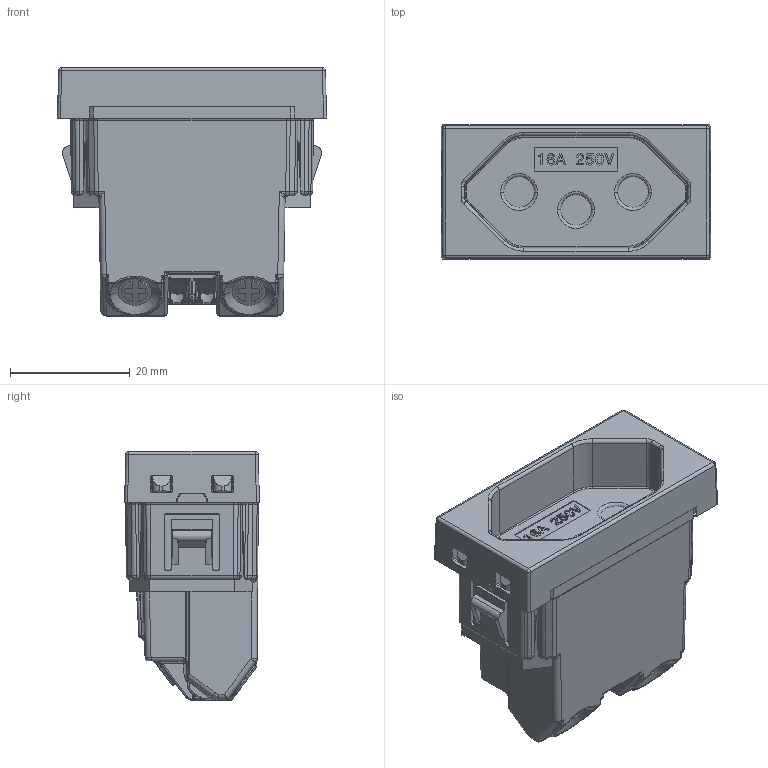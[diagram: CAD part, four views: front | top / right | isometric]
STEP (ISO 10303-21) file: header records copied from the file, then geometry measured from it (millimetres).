
FILE_DESCRIPTION(('CATIA V5 STEP Exchange','CAx-IF Rec.Pracs.--- Model Styling and Organization---1.5--- 2016-08-15','CAx-IF Rec.Pracs.---Supplemental Geometry---1.0---2011-11-01','CAx-IF Rec.Pracs.--- Composite Materials ---1.1---2010-07-15'),'2;1');
FILE_NAME('572136.stp','2022-09-20T08:01:03+00:00',('none'),('none'),'CATIA Version 5-6 Release 2020 SP3','CATIA V5 STEP AP214 v2','none');
FILE_SCHEMA(('AUTOMOTIVE_DESIGN { 1 0 10303 214 1 1 1 1 }'));
Products named in the file (1): 572136
Bounding box: 45 x 22.53 x 41.58 mm (x, y, z)
Volume: 23859.1 mm3; surface area: 13384.5 mm2
Topology: 8 solids, 8 shells, 3228 faces, 8750 edges, 5509 vertices
Faces by surface type: plane 1862, bspline 608, cylinder 567, sphere 63, cone 62, torus 58, revolution 6, extrusion 2
Entity records: 126062 total; most frequent: CARTESIAN_POINT 56092, ORIENTED_EDGE 17314, DIRECTION 9736, EDGE_CURVE 8657, VERTEX_POINT 5509, VECTOR 4650, LINE 4648, EDGE_LOOP 3316
